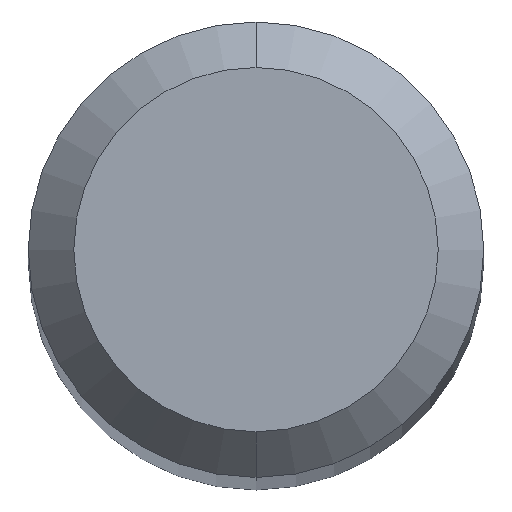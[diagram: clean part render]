
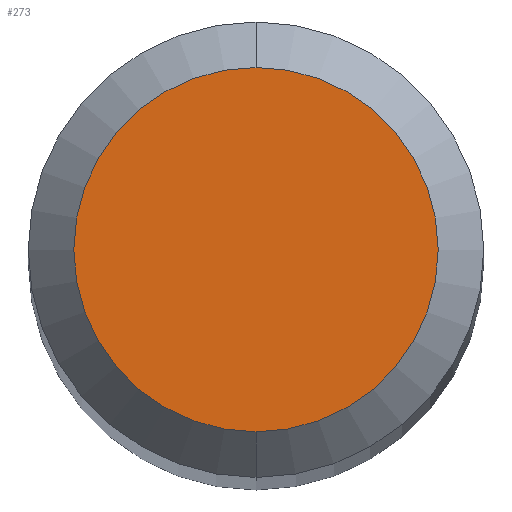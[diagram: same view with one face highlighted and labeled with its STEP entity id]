
A CAD part, top view. The second image highlights one B-rep face of the part: STEP entity #273.
In plain terms, the highlighted planar face has unit normal (0, 0, 1).
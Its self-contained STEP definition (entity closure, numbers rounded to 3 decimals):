
#201=EDGE_CURVE('',#323,#437,#509,.T.);
#235=EDGE_CURVE('',#437,#323,#547,.T.);
#273=ADVANCED_FACE('',(#592),#593,.T.);
#323=VERTEX_POINT('',#647);
#437=VERTEX_POINT('',#773);
#509=CIRCLE('',#886,1.2);
#547=CIRCLE('',#976,1.2);
#592=FACE_OUTER_BOUND('',#1049,.T.);
#593=PLANE('',#1050);
#647=CARTESIAN_POINT('',(0.0,1.2,0.0));
#773=CARTESIAN_POINT('',(0.,-1.2,0.0));
#886=AXIS2_PLACEMENT_3D('',#1462,#1463,#1464);
#976=AXIS2_PLACEMENT_3D('',#1508,#1509,#1510);
#1049=EDGE_LOOP('',(#1575,#1576));
#1050=AXIS2_PLACEMENT_3D('',#1577,#1578,#1579);
#1462=CARTESIAN_POINT('',(0.0,0.0,0.0));
#1463=DIRECTION('',(0.0,0.0,-1.0));
#1464=DIRECTION('',(0.0,1.0,0.0));
#1508=CARTESIAN_POINT('',(0.0,0.0,0.0));
#1509=DIRECTION('',(0.0,0.0,-1.0));
#1510=DIRECTION('',(0.0,1.0,0.0));
#1575=ORIENTED_EDGE('',*,*,#201,.F.);
#1576=ORIENTED_EDGE('',*,*,#235,.F.);
#1577=CARTESIAN_POINT('',(0.0,0.6,0.0));
#1578=DIRECTION('',(-0.0,0.0,1.0));
#1579=DIRECTION('',(0.0,-1.0,0.0));
